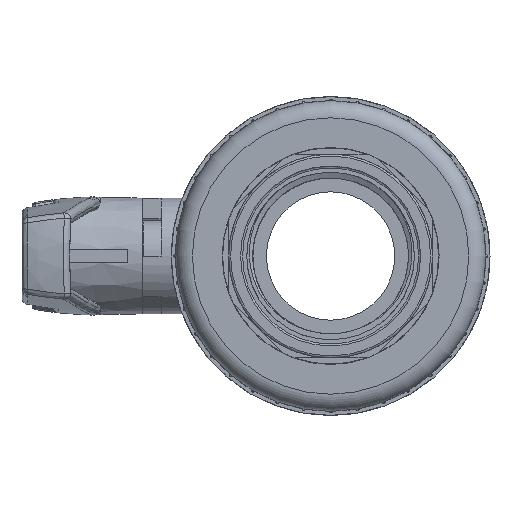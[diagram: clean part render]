
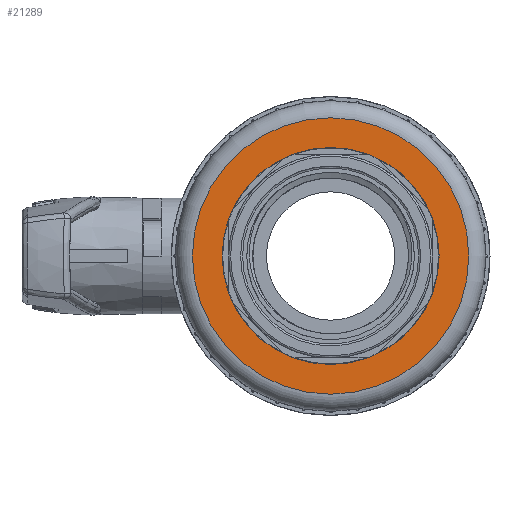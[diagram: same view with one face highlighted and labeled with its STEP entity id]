
A CAD part, left-side view. The second image highlights one B-rep face of the part: STEP entity #21289.
In plain terms, the highlighted planar face has unit normal (-1, 0, 0).
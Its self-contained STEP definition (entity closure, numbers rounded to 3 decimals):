
#4556=FACE_BOUND('',#6594,.T.);
#5317=FACE_OUTER_BOUND('',#6593,.T.);
#6593=EDGE_LOOP('',(#17577));
#6594=EDGE_LOOP('',(#17578));
#7704=CIRCLE('',#23129,34.556);
#7705=CIRCLE('',#23130,27.136);
#9544=VERTEX_POINT('',#50295);
#9545=VERTEX_POINT('',#50297);
#12380=EDGE_CURVE('',#9544,#9544,#7704,.T.);
#12381=EDGE_CURVE('',#9545,#9545,#7705,.T.);
#17577=ORIENTED_EDGE('',*,*,#12380,.T.);
#17578=ORIENTED_EDGE('',*,*,#12381,.T.);
#20343=PLANE('',#23128);
#21289=ADVANCED_FACE('',(#5317,#4556),#20343,.F.);
#23128=AXIS2_PLACEMENT_3D('',#50294,#27694,#27695);
#23129=AXIS2_PLACEMENT_3D('',#50296,#27696,#27697);
#23130=AXIS2_PLACEMENT_3D('',#50298,#27698,#27699);
#27694=DIRECTION('center_axis',(1.,0.,0.));
#27695=DIRECTION('ref_axis',(0.,-1.,0.));
#27696=DIRECTION('center_axis',(-1.,0.,0.));
#27697=DIRECTION('ref_axis',(0.,1.,0.));
#27698=DIRECTION('center_axis',(1.,0.,0.));
#27699=DIRECTION('ref_axis',(0.,0.,-1.));
#50294=CARTESIAN_POINT('Origin',(-511.964,37.546,0.));
#50295=CARTESIAN_POINT('',(-511.964,33.306,0.));
#50296=CARTESIAN_POINT('Origin',(-511.964,-1.25,0.));
#50297=CARTESIAN_POINT('',(-511.964,-1.25,-27.136));
#50298=CARTESIAN_POINT('Origin',(-511.964,-1.25,0.));
